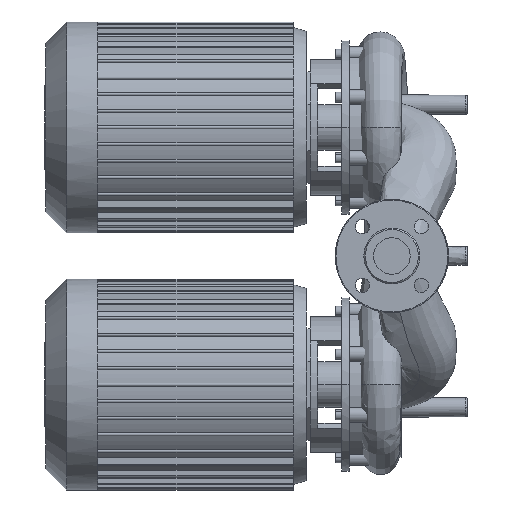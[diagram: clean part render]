
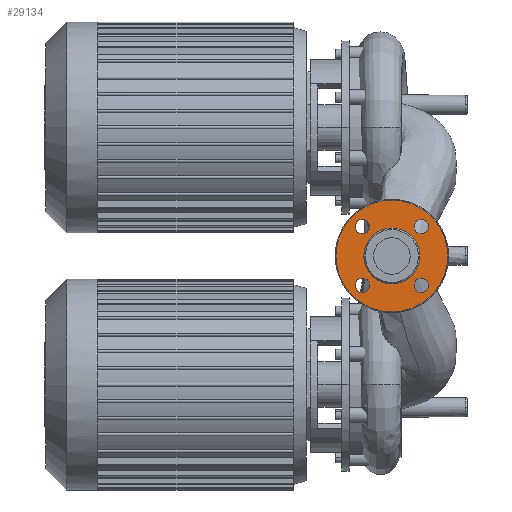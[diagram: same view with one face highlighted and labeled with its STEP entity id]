
A CAD part, left-side view. The second image highlights one B-rep face of the part: STEP entity #29134.
In plain terms, the highlighted free-form (B-spline) face has degree [1, 1] with [2, 2] control points.
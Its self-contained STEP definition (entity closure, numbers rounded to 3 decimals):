
#28513=CARTESIAN_POINT('',(2.,0.,-74.));
#28514=VERTEX_POINT('',#28513);
#28530=CARTESIAN_POINT('',(2.,0.,74.));
#28531=VERTEX_POINT('',#28530);
#28539=CARTESIAN_POINT('',(2.,-74.,0.0));
#28540=VERTEX_POINT('',#28539);
#28541=CARTESIAN_POINT('',(2.,0.,0.0));
#28542=DIRECTION('',(-1.0,0.0,0.0));
#28543=DIRECTION('',(0.0,-1.0,0.0));
#28544=AXIS2_PLACEMENT_3D('',#28541,#28542,#28543);
#28545=CIRCLE('',#28544,74.);
#28546=EDGE_CURVE('',#28540,#28531,#28545,.T.);
#28548=CARTESIAN_POINT('',(2.,0.,0.0));
#28549=DIRECTION('',(-1.0,0.0,0.0));
#28550=DIRECTION('',(0.0,-1.0,0.0));
#28551=AXIS2_PLACEMENT_3D('',#28548,#28549,#28550);
#28552=CIRCLE('',#28551,74.);
#28553=EDGE_CURVE('',#28514,#28540,#28552,.T.);
#28584=CARTESIAN_POINT('',(2.,-37.,0.0));
#28585=VERTEX_POINT('',#28584);
#28594=CARTESIAN_POINT('',(2.,37.,0.));
#28595=VERTEX_POINT('',#28594);
#28596=CARTESIAN_POINT('',(2.0,0.,0.0));
#28597=DIRECTION('',(-1.0,0.0,0.0));
#28598=DIRECTION('',(0.0,-1.0,0.0));
#28599=AXIS2_PLACEMENT_3D('',#28596,#28597,#28598);
#28600=CIRCLE('',#28599,37.);
#28601=EDGE_CURVE('',#28585,#28595,#28600,.T.);
#28647=CARTESIAN_POINT('',(2.,-38.891,29.391));
#28648=VERTEX_POINT('',#28647);
#28657=CARTESIAN_POINT('',(2.,-38.891,48.391));
#28658=VERTEX_POINT('',#28657);
#28659=CARTESIAN_POINT('',(2.,-38.891,38.891));
#28660=DIRECTION('',(-1.0,0.0,0.0));
#28661=DIRECTION('',(0.0,0.0,-1.0));
#28662=AXIS2_PLACEMENT_3D('',#28659,#28660,#28661);
#28663=CIRCLE('',#28662,9.5);
#28664=EDGE_CURVE('',#28648,#28658,#28663,.T.);
#28710=CARTESIAN_POINT('',(2.,29.391,38.891));
#28711=VERTEX_POINT('',#28710);
#28720=CARTESIAN_POINT('',(2.,48.391,38.891));
#28721=VERTEX_POINT('',#28720);
#28722=CARTESIAN_POINT('',(2.,38.891,38.891));
#28723=DIRECTION('',(-1.0,0.0,0.0));
#28724=DIRECTION('',(0.0,-1.0,0.0));
#28725=AXIS2_PLACEMENT_3D('',#28722,#28723,#28724);
#28726=CIRCLE('',#28725,9.5);
#28727=EDGE_CURVE('',#28711,#28721,#28726,.T.);
#28773=CARTESIAN_POINT('',(2.,38.891,-29.391));
#28774=VERTEX_POINT('',#28773);
#28783=CARTESIAN_POINT('',(2.,38.891,-48.391));
#28784=VERTEX_POINT('',#28783);
#28785=CARTESIAN_POINT('',(2.,38.891,-38.891));
#28786=DIRECTION('',(-1.0,0.0,0.0));
#28787=DIRECTION('',(0.0,0.0,1.0));
#28788=AXIS2_PLACEMENT_3D('',#28785,#28786,#28787);
#28789=CIRCLE('',#28788,9.5);
#28790=EDGE_CURVE('',#28774,#28784,#28789,.T.);
#28836=CARTESIAN_POINT('',(2.,-29.391,-38.891));
#28837=VERTEX_POINT('',#28836);
#28846=CARTESIAN_POINT('',(2.,-48.391,-38.891));
#28847=VERTEX_POINT('',#28846);
#28848=CARTESIAN_POINT('',(2.,-38.891,-38.891));
#28849=DIRECTION('',(-1.0,0.0,0.0));
#28850=DIRECTION('',(0.0,1.0,0.0));
#28851=AXIS2_PLACEMENT_3D('',#28848,#28849,#28850);
#28852=CIRCLE('',#28851,9.5);
#28853=EDGE_CURVE('',#28837,#28847,#28852,.T.);
#28908=CARTESIAN_POINT('',(2.,-38.891,-38.891));
#28909=DIRECTION('',(-1.0,0.0,0.0));
#28910=DIRECTION('',(0.0,1.0,0.0));
#28911=AXIS2_PLACEMENT_3D('',#28908,#28909,#28910);
#28912=CIRCLE('',#28911,9.5);
#28913=EDGE_CURVE('',#28847,#28837,#28912,.T.);
#28953=CARTESIAN_POINT('',(2.,38.891,-38.891));
#28954=DIRECTION('',(-1.0,0.0,0.0));
#28955=DIRECTION('',(0.0,0.0,1.0));
#28956=AXIS2_PLACEMENT_3D('',#28953,#28954,#28955);
#28957=CIRCLE('',#28956,9.5);
#28958=EDGE_CURVE('',#28784,#28774,#28957,.T.);
#28998=CARTESIAN_POINT('',(2.,38.891,38.891));
#28999=DIRECTION('',(-1.0,0.0,0.0));
#29000=DIRECTION('',(0.0,-1.0,0.0));
#29001=AXIS2_PLACEMENT_3D('',#28998,#28999,#29000);
#29002=CIRCLE('',#29001,9.5);
#29003=EDGE_CURVE('',#28721,#28711,#29002,.T.);
#29043=CARTESIAN_POINT('',(2.,-38.891,38.891));
#29044=DIRECTION('',(-1.0,0.0,0.0));
#29045=DIRECTION('',(0.0,0.0,-1.0));
#29046=AXIS2_PLACEMENT_3D('',#29043,#29044,#29045);
#29047=CIRCLE('',#29046,9.5);
#29048=EDGE_CURVE('',#28658,#28648,#29047,.T.);
#29088=CARTESIAN_POINT('',(2.0,0.,0.0));
#29089=DIRECTION('',(-1.0,0.0,0.0));
#29090=DIRECTION('',(0.0,-1.0,0.0));
#29091=AXIS2_PLACEMENT_3D('',#29088,#29089,#29090);
#29092=CIRCLE('',#29091,37.);
#29093=EDGE_CURVE('',#28595,#28585,#29092,.T.);
#29098=CARTESIAN_POINT('',(2.,-74.,-74.));
#29099=CARTESIAN_POINT('',(2.,-74.,74.));
#29100=CARTESIAN_POINT('',(2.,74.,-74.));
#29101=CARTESIAN_POINT('',(2.,74.,74.));
#29102=B_SPLINE_SURFACE_WITH_KNOTS('',1,1,((#29098,#29100),(#29099,#29101)),.UNSPECIFIED.,.F.,.F.,.U.,(2,2),(2,2),(0.0,148.),(0.0,148.),.UNSPECIFIED.);
#29103=ORIENTED_EDGE('',*,*,#28546,.T.);
#29104=CARTESIAN_POINT('',(2.,0.,0.0));
#29105=DIRECTION('',(-1.0,0.0,0.0));
#29106=DIRECTION('',(0.0,-1.0,0.0));
#29107=AXIS2_PLACEMENT_3D('',#29104,#29105,#29106);
#29108=CIRCLE('',#29107,74.);
#29109=EDGE_CURVE('',#28531,#28514,#29108,.T.);
#29110=ORIENTED_EDGE('',*,*,#29109,.T.);
#29111=ORIENTED_EDGE('',*,*,#28553,.T.);
#29112=EDGE_LOOP('',(#29103,#29110,#29111));
#29113=FACE_OUTER_BOUND('',#29112,.T.);
#29114=ORIENTED_EDGE('',*,*,#28913,.F.);
#29115=ORIENTED_EDGE('',*,*,#28853,.F.);
#29116=EDGE_LOOP('',(#29114,#29115));
#29117=FACE_BOUND('',#29116,.T.);
#29118=ORIENTED_EDGE('',*,*,#28958,.F.);
#29119=ORIENTED_EDGE('',*,*,#28790,.F.);
#29120=EDGE_LOOP('',(#29118,#29119));
#29121=FACE_BOUND('',#29120,.T.);
#29122=ORIENTED_EDGE('',*,*,#29003,.F.);
#29123=ORIENTED_EDGE('',*,*,#28727,.F.);
#29124=EDGE_LOOP('',(#29122,#29123));
#29125=FACE_BOUND('',#29124,.T.);
#29126=ORIENTED_EDGE('',*,*,#29048,.F.);
#29127=ORIENTED_EDGE('',*,*,#28664,.F.);
#29128=EDGE_LOOP('',(#29126,#29127));
#29129=FACE_BOUND('',#29128,.T.);
#29130=ORIENTED_EDGE('',*,*,#28601,.F.);
#29131=ORIENTED_EDGE('',*,*,#29093,.F.);
#29132=EDGE_LOOP('',(#29130,#29131));
#29133=FACE_BOUND('',#29132,.T.);
#29134=ADVANCED_FACE('',(#29113,#29117,#29121,#29125,#29129,#29133),#29102,.T.);
